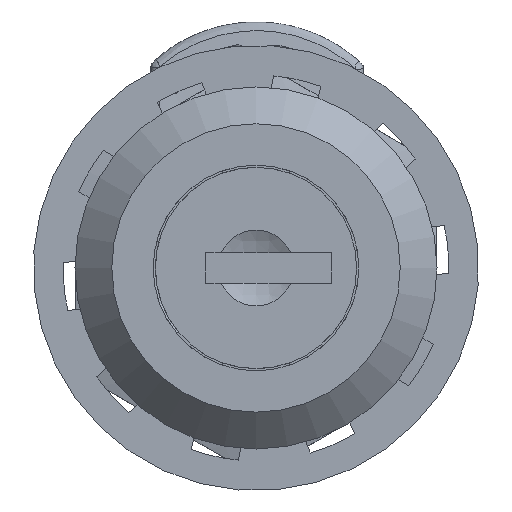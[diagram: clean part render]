
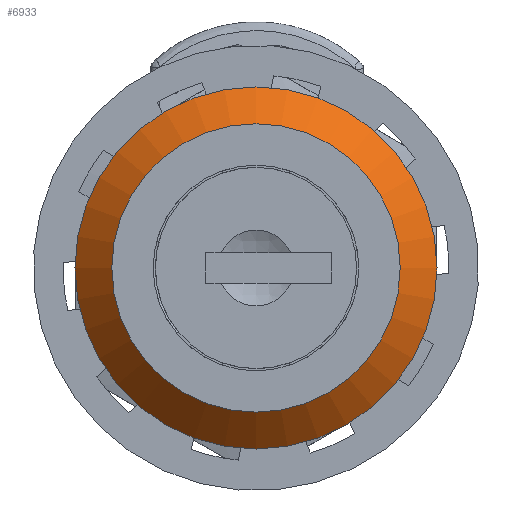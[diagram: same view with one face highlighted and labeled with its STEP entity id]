
A CAD part, left-side view. The second image highlights one B-rep face of the part: STEP entity #6933.
In plain terms, the highlighted conical face has half-angle 45 degrees and reference radius 25.4 mm.
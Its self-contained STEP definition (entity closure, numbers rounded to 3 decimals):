
#6874=CARTESIAN_POINT('',(8.456,12.473,-14.351));
#6875=VERTEX_POINT('',#6874);
#6876=CARTESIAN_POINT('',(8.456,12.473,0.));
#6877=DIRECTION('',(-1.0,0.0,0.0));
#6878=DIRECTION('',(0.0,0.0,1.0));
#6879=AXIS2_PLACEMENT_3D('',#6876,#6877,#6878);
#6880=CIRCLE('',#6879,14.351);
#6881=EDGE_CURVE('',#6875,#6875,#6880,.T.);
#6914=CARTESIAN_POINT('',(-2.593,12.473,0.));
#6915=DIRECTION('',(-1.0,0.0,0.0));
#6916=DIRECTION('',(0.0,0.0,1.0));
#6917=AXIS2_PLACEMENT_3D('',#6914,#6915,#6916);
#6918=CONICAL_SURFACE('',#6917,25.4,45.);
#6919=CARTESIAN_POINT('',(11.377,12.473,11.43));
#6920=VERTEX_POINT('',#6919);
#6921=CARTESIAN_POINT('',(11.377,12.473,0.0));
#6922=DIRECTION('',(-1.0,0.0,0.0));
#6923=DIRECTION('',(0.0,0.,-1.0));
#6924=AXIS2_PLACEMENT_3D('',#6921,#6922,#6923);
#6925=CIRCLE('',#6924,11.43);
#6926=EDGE_CURVE('',#6920,#6920,#6925,.T.);
#6927=ORIENTED_EDGE('',*,*,#6926,.T.);
#6928=EDGE_LOOP('',(#6927));
#6929=FACE_OUTER_BOUND('',#6928,.T.);
#6930=ORIENTED_EDGE('',*,*,#6881,.F.);
#6931=EDGE_LOOP('',(#6930));
#6932=FACE_BOUND('',#6931,.T.);
#6933=ADVANCED_FACE('',(#6929,#6932),#6918,.T.);
